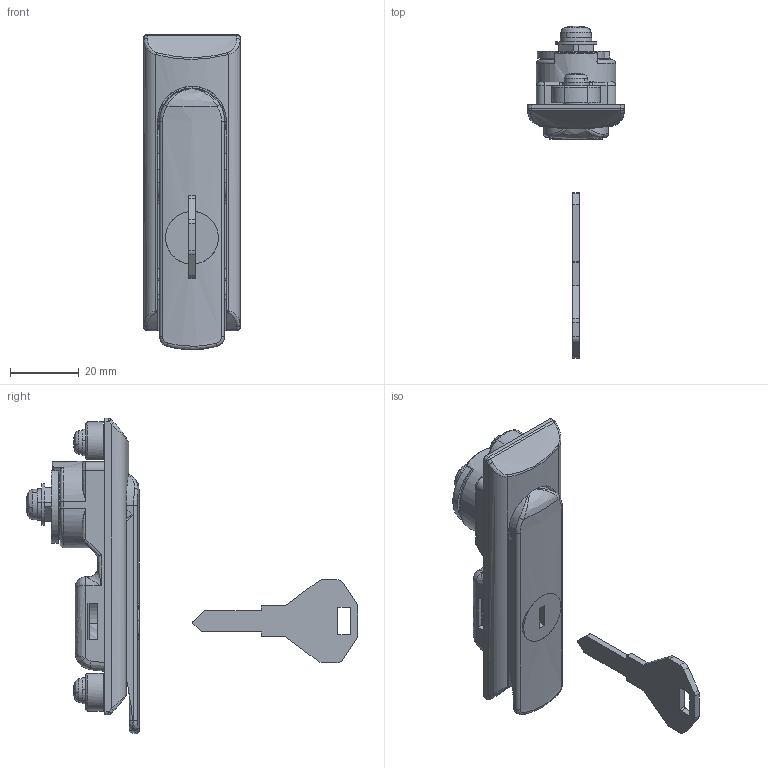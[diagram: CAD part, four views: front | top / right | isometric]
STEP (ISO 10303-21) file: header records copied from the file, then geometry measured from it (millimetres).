
FILE_DESCRIPTION((''),'2;1');
FILE_NAME('','2005-10-12T12:35:28',(''),(''),'','CADfix','');
FILE_SCHEMA(('AUTOMOTIVE_DESIGN'));
Length unit declared in the file: millimetre
Products named in the file (11): screw_A; bracket; shaft_B; shaft_A; screw_B; lock; key; handle; control_cam; base; THA_506_3K_5744_36
Assembly tree (12 placements, depth 2):
  THA_506_3K_5744_36
    screw_A  x2
    bracket  x2
    shaft_B
    shaft_A
    screw_B
    lock
    key
    handle
    control_cam
    base
Bounding box: 28 x 96.27 x 91.46 mm (x, y, z)
Volume: 27699.7 mm3; surface area: 22166.5 mm2
Topology: 12 solids, 12 shells, 466 faces, 1280 edges, 836 vertices
Faces by surface type: bspline 466
Entity records: 17396 total; most frequent: CARTESIAN_POINT 10766, ORIENTED_EDGE 2288, EDGE_CURVE 1144, VERTEX_POINT 754, QUASI_UNIFORM_CURVE 509, EDGE_LOOP 458, FACE_OUTER_BOUND 424, ADVANCED_FACE 424
